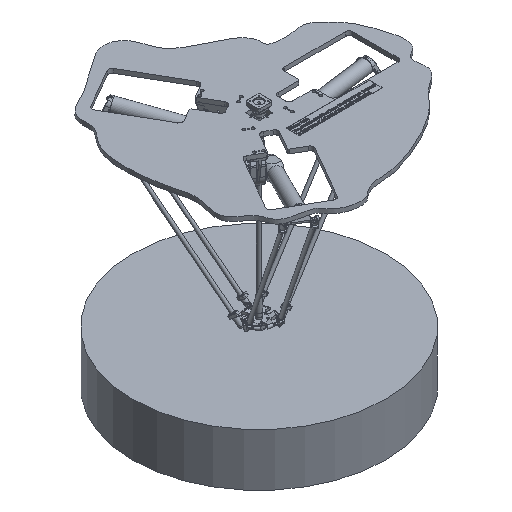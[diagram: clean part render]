
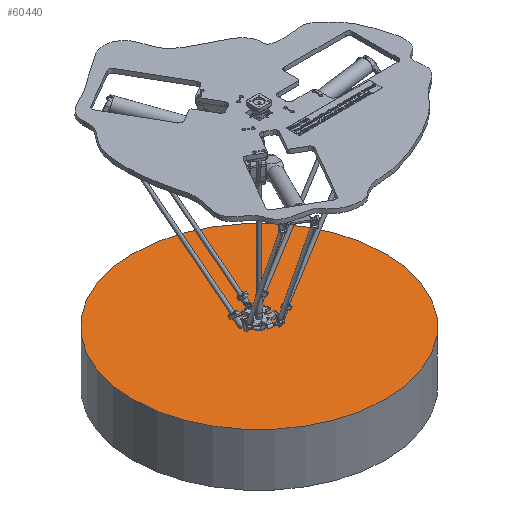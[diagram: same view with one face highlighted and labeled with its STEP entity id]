
A CAD part, isometric view. The second image highlights one B-rep face of the part: STEP entity #60440.
In plain terms, the highlighted face is planar.
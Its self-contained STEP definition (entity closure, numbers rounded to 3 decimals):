
#4604=PLANE('',#64490);
#19333=FACE_OUTER_BOUND('',#23424,.T.);
#23424=EDGE_LOOP('',(#54500));
#24677=CIRCLE('',#64488,600.);
#30107=VERTEX_POINT('',#117244);
#38238=EDGE_CURVE('',#30107,#30107,#24677,.T.);
#54500=ORIENTED_EDGE('',*,*,#38238,.T.);
#60440=ADVANCED_FACE('',(#19333),#4604,.T.);
#64488=AXIS2_PLACEMENT_3D('',#117245,#77175,#77176);
#64490=AXIS2_PLACEMENT_3D('',#117248,#77179,#77180);
#77175=DIRECTION('center_axis',(0.,1.,0.));
#77176=DIRECTION('ref_axis',(-1.,0.,0.));
#77179=DIRECTION('center_axis',(0.,1.,0.));
#77180=DIRECTION('ref_axis',(0.,0.,1.));
#117244=CARTESIAN_POINT('',(-600.,250.,0.));
#117245=CARTESIAN_POINT('Origin',(0.,250.,0.));
#117248=CARTESIAN_POINT('Origin',(-300.,250.,0.));
